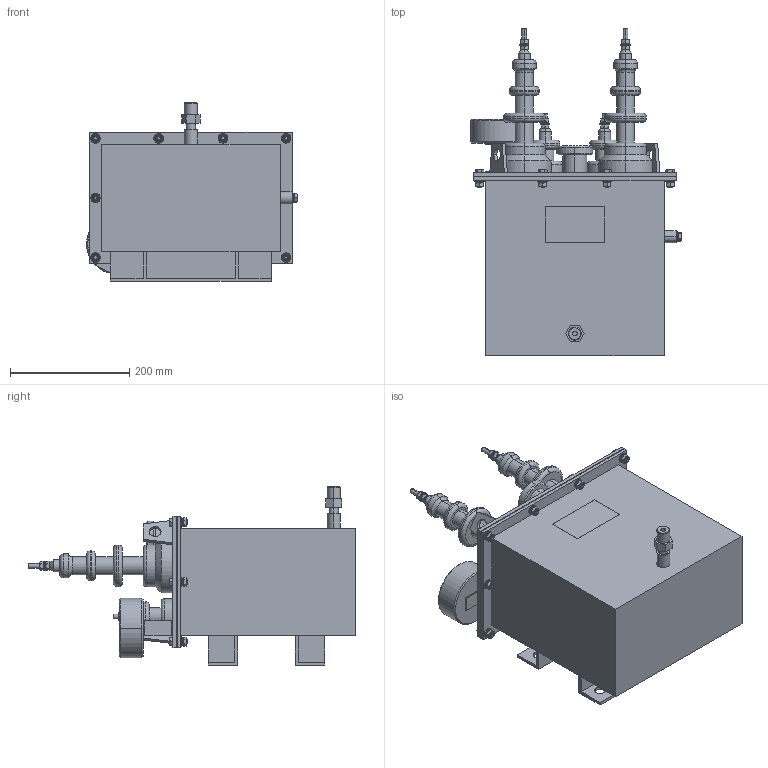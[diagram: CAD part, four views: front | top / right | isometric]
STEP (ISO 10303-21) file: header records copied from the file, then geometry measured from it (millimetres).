
FILE_DESCRIPTION (( 'STEP AP214' ), '1' );
FILE_NAME ('ﾎﾌ-0,63-6 ﾓﾕﾋ1_ﾎﾌ-0,63-10 ﾓﾕﾋ1_ﾎﾌ-1,25-6 ﾓﾕﾋ1_ﾎﾌ-1,25-10 ﾓﾕﾋ1 .STEP', '2023-08-06T08:50:10', ( '' ), ( '' ), 'SwSTEP 2.0', 'SolidWorks 2019', '' );
FILE_SCHEMA (( 'AUTOMOTIVE_DESIGN' ));
Length unit declared in the file: millimetre
Products named in the file (1): ﾎﾌ-0,63-6 ﾓﾕﾋ1_ﾎﾌ-0,63-10 ﾓﾕﾋ1_ﾎﾌ-1,25-6 ﾓﾕﾋ1_ﾎﾌ-1,25-10 ﾓﾕﾋ1 
Bounding box: 353.9 x 550 x 300 mm (x, y, z)
Volume: 18679872.6 mm3; surface area: 753495.2 mm2
Topology: 60 solids, 61 shells, 1080 faces, 2460 edges, 1560 vertices
Faces by surface type: plane 494, cylinder 264, cone 214, torus 66, bspline 42
Entity records: 46211 total; most frequent: CARTESIAN_POINT 9653, ORIENTED_EDGE 4920, DIRECTION 4898, EDGE_CURVE 2460, AXIS2_PLACEMENT_3D 1897, VERTEX_POINT 1560, EDGE_LOOP 1236, UNCERTAINTY_MEASURE_WITH_UNIT 1142
